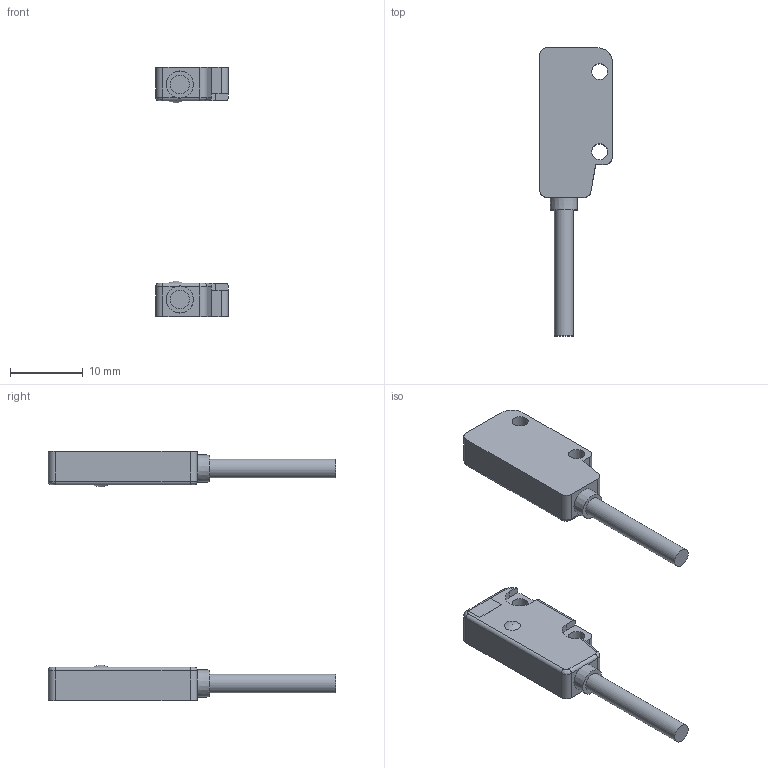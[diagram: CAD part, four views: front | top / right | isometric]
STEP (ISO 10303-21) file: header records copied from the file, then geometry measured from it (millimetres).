
FILE_DESCRIPTION(/* description */ (''),/* implementation_level */ '2;1');
FILE_NAME(/* name */ '',/* time_stamp */ '2022-08-15T10:50:57+08:00',/* author */ (''),/* organization */ (''),/* preprocessor_version */ 'ST-DEVELOPER v14',/* originating_system */ 'SIEMENS PLM Software NX 8.0',/* authorisation */ '');
FILE_SCHEMA (('AUTOMOTIVE_DESIGN { 1 0 10303 214 3 1 1 1 }'));
Length unit declared in the file: millimetre
Products named in the file (1): Admi2D509FF7n2fz
Bounding box: 10 x 39.5 x 34.2 mm (x, y, z)
Volume: 1869.4 mm3; surface area: 1700.6 mm2
Topology: 2 solids, 2 shells, 89 faces, 237 edges, 154 vertices
Faces by surface type: plane 46, cylinder 31, bspline 6, torus 2, revolution 2, cone 2
Full cylindrical faces by diameter (mm): 2.2 x4, 2.6 x2
Entity records: 2876 total; most frequent: CARTESIAN_POINT 639, DIRECTION 458, ORIENTED_EDGE 446, EDGE_CURVE 223, AXIS2_PLACEMENT_3D 159, VERTEX_POINT 150, LINE 138, VECTOR 138
